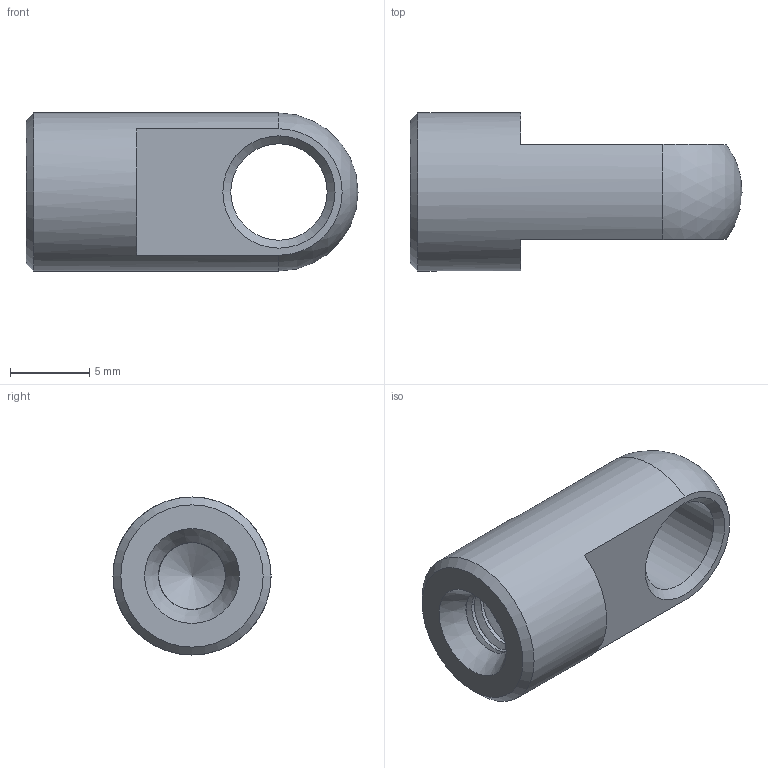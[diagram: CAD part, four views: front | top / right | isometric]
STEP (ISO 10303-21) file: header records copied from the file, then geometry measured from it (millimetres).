
FILE_DESCRIPTION(/* description */ (''),/* implementation_level */ '2;1');
FILE_NAME(/* name */ 'AR16RVS316_6.step',/* time_stamp */ '2024-07-02T10:04:46+02:00',/* author */ (''),/* organization */ (''),/* preprocessor_version */ 'ST-DEVELOPER v20',/* originating_system */ 'Autodesk Translation Framework v13.14.0.145',/* authorisation */ '');
FILE_SCHEMA (('AUTOMOTIVE_DESIGN { 1 0 10303 214 3 1 1 }'));
Length unit declared in the file: millimetre
Products named in the file (1): (Unsaved)
Bounding box: 21 x 10 x 10 mm (x, y, z)
Volume: 900.4 mm3; surface area: 984.4 mm2
Topology: 1 solids, 1 shells, 40 faces, 111 edges, 72 vertices
Faces by surface type: cylinder 25, plane 7, cone 5, bspline 2, sphere 1
Full cylindrical faces by diameter (mm): 4.234 x3, 5.12 x3, 6.1 x1, 10 x1
Entity records: 2794 total; most frequent: CARTESIAN_POINT 1816, ORIENTED_EDGE 218, DIRECTION 162, EDGE_CURVE 109, VERTEX_POINT 72, AXIS2_PLACEMENT_3D 64, B_SPLINE_CURVE_WITH_KNOTS 50, EDGE_LOOP 43
